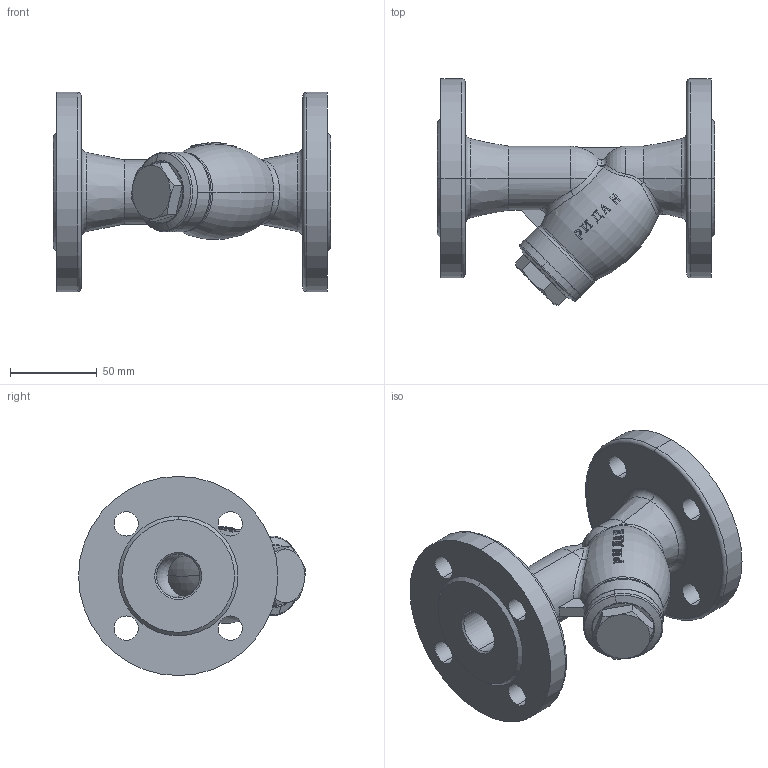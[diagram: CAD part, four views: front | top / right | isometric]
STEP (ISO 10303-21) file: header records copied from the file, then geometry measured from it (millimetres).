
FILE_DESCRIPTION (( 'STEP AP214' ), '1' );
FILE_NAME ('德标过滤器25装配体2.STEP', '2023-04-13T08:34:24', ( '' ), ( '' ), 'SwSTEP 2.0', 'SolidWorks 2023', '' );
FILE_SCHEMA (( 'AUTOMOTIVE_DESIGN' ));
Length unit declared in the file: millimetre
Products named in the file (3): 德标过滤器25装配体2; 25阀体; 25阀盖
Assembly tree (2 placements, depth 2):
  德标过滤器25装配体2
    25阀体
    25阀盖
Bounding box: 160 x 130.94 x 115 mm (x, y, z)
Volume: 437136.3 mm3; surface area: 100044.8 mm2
Topology: 2 solids, 3 shells, 291 faces, 723 edges, 459 vertices
Faces by surface type: bspline 98, torus 63, cylinder 63, plane 43, cone 22, sphere 2
Entity records: 14763 total; most frequent: CARTESIAN_POINT 8628, ORIENTED_EDGE 1446, DIRECTION 955, EDGE_CURVE 723, VERTEX_POINT 459, AXIS2_PLACEMENT_3D 428, B_SPLINE_CURVE_WITH_KNOTS 385, EDGE_LOOP 328
